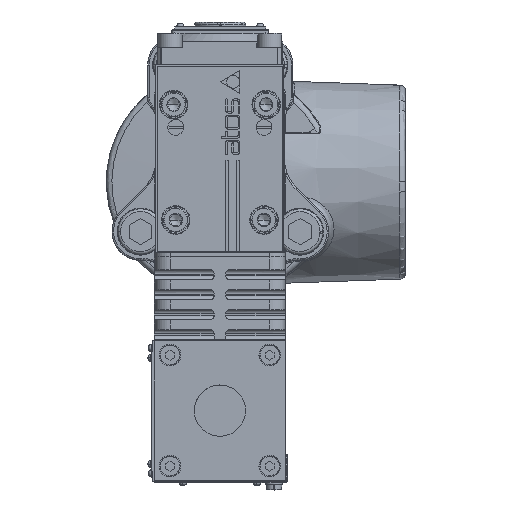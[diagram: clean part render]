
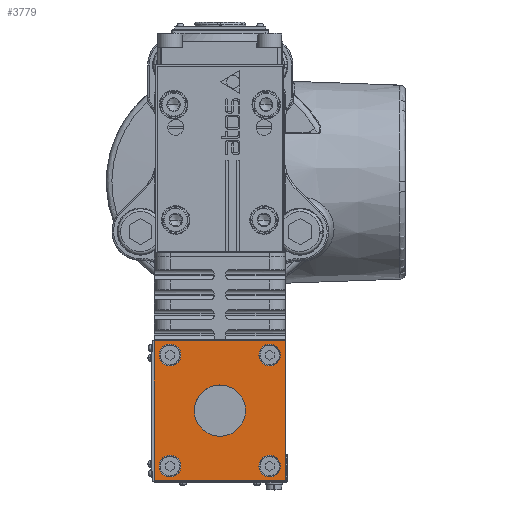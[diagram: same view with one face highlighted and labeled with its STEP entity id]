
A CAD part, top view. The second image highlights one B-rep face of the part: STEP entity #3779.
In plain terms, the highlighted planar face has unit normal (0, 0, 1).
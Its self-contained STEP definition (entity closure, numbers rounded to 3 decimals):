
#3779=ADVANCED_FACE('',(#14305,#14306,#14307,#14308,#14309,#14310),#14311,.T.);
#14305=FACE_OUTER_BOUND('',#62988,.T.);
#14306=FACE_BOUND('',#62989,.T.);
#14307=FACE_BOUND('',#62990,.T.);
#14308=FACE_BOUND('',#62991,.T.);
#14309=FACE_BOUND('',#62992,.T.);
#14310=FACE_BOUND('',#62993,.T.);
#14311=PLANE('',#62994);
#62988=EDGE_LOOP('',(#89084,#89085,#89086,#89087));
#62989=EDGE_LOOP('',(#89088,#89089,#89090,#89091));
#62990=EDGE_LOOP('',(#89092,#89093,#89094,#89095));
#62991=EDGE_LOOP('',(#89096,#89097,#89098,#89099));
#62992=EDGE_LOOP('',(#89100,#89101,#89102,#89103));
#62993=EDGE_LOOP('',(#89104,#89105,#89106,#89107));
#62994=AXIS2_PLACEMENT_3D('',#89108,#89109,#89110);
#89084=ORIENTED_EDGE('',*,*,#161098,.T.);
#89085=ORIENTED_EDGE('',*,*,#161099,.T.);
#89086=ORIENTED_EDGE('',*,*,#161100,.T.);
#89087=ORIENTED_EDGE('',*,*,#161101,.T.);
#89088=ORIENTED_EDGE('',*,*,#161102,.T.);
#89089=ORIENTED_EDGE('',*,*,#160976,.T.);
#89090=ORIENTED_EDGE('',*,*,#161072,.T.);
#89091=ORIENTED_EDGE('',*,*,#161103,.T.);
#89092=ORIENTED_EDGE('',*,*,#161064,.T.);
#89093=ORIENTED_EDGE('',*,*,#161104,.T.);
#89094=ORIENTED_EDGE('',*,*,#161105,.T.);
#89095=ORIENTED_EDGE('',*,*,#160933,.T.);
#89096=ORIENTED_EDGE('',*,*,#161106,.T.);
#89097=ORIENTED_EDGE('',*,*,#160953,.T.);
#89098=ORIENTED_EDGE('',*,*,#161058,.T.);
#89099=ORIENTED_EDGE('',*,*,#161107,.T.);
#89100=ORIENTED_EDGE('',*,*,#161108,.T.);
#89101=ORIENTED_EDGE('',*,*,#160957,.T.);
#89102=ORIENTED_EDGE('',*,*,#161052,.T.);
#89103=ORIENTED_EDGE('',*,*,#161109,.T.);
#89104=ORIENTED_EDGE('',*,*,#161110,.T.);
#89105=ORIENTED_EDGE('',*,*,#161035,.T.);
#89106=ORIENTED_EDGE('',*,*,#160935,.T.);
#89107=ORIENTED_EDGE('',*,*,#161111,.T.);
#89108=CARTESIAN_POINT('',(65.3,-34.975,202.95));
#89109=DIRECTION('',(0.0,-0.0,1.0));
#89110=DIRECTION('',(1.0,0.0,-0.0));
#160933=EDGE_CURVE('',#188298,#188302,#188304,.T.);
#160935=EDGE_CURVE('',#188308,#188305,#188309,.T.);
#160953=EDGE_CURVE('',#188337,#188341,#188343,.T.);
#160957=EDGE_CURVE('',#188345,#188349,#188351,.T.);
#160976=EDGE_CURVE('',#188383,#188387,#188389,.T.);
#161035=EDGE_CURVE('',#188493,#188308,#188496,.T.);
#161052=EDGE_CURVE('',#188349,#188521,#188524,.T.);
#161058=EDGE_CURVE('',#188341,#188531,#188534,.T.);
#161064=EDGE_CURVE('',#188302,#188541,#188544,.T.);
#161072=EDGE_CURVE('',#188387,#188554,#188557,.T.);
#161098=EDGE_CURVE('',#188597,#188598,#188599,.T.);
#161099=EDGE_CURVE('',#188598,#188600,#188601,.T.);
#161100=EDGE_CURVE('',#188600,#188602,#188603,.T.);
#161101=EDGE_CURVE('',#188602,#188597,#188604,.T.);
#161102=EDGE_CURVE('',#188605,#188383,#188606,.T.);
#161103=EDGE_CURVE('',#188554,#188605,#188607,.T.);
#161104=EDGE_CURVE('',#188541,#188608,#188609,.T.);
#161105=EDGE_CURVE('',#188608,#188298,#188610,.T.);
#161106=EDGE_CURVE('',#188611,#188337,#188612,.T.);
#161107=EDGE_CURVE('',#188531,#188611,#188613,.T.);
#161108=EDGE_CURVE('',#188614,#188345,#188615,.T.);
#161109=EDGE_CURVE('',#188521,#188614,#188616,.T.);
#161110=EDGE_CURVE('',#188617,#188493,#188618,.T.);
#161111=EDGE_CURVE('',#188305,#188617,#188619,.T.);
#188298=VERTEX_POINT('',#241957);
#188302=VERTEX_POINT('',#241962);
#188304=CIRCLE('',#241965,3.8);
#188305=VERTEX_POINT('',#241966);
#188308=VERTEX_POINT('',#241970);
#188309=CIRCLE('',#241971,9.);
#188337=VERTEX_POINT('',#242153);
#188341=VERTEX_POINT('',#242158);
#188343=CIRCLE('',#242161,3.8);
#188345=VERTEX_POINT('',#242163);
#188349=VERTEX_POINT('',#242168);
#188351=CIRCLE('',#242171,3.8);
#188383=VERTEX_POINT('',#242359);
#188387=VERTEX_POINT('',#242364);
#188389=CIRCLE('',#242367,3.8);
#188493=VERTEX_POINT('',#242782);
#188496=CIRCLE('',#242786,9.);
#188521=VERTEX_POINT('',#242987);
#188524=CIRCLE('',#242991,3.8);
#188531=VERTEX_POINT('',#242999);
#188534=CIRCLE('',#243003,3.8);
#188541=VERTEX_POINT('',#243011);
#188544=CIRCLE('',#243015,3.8);
#188554=VERTEX_POINT('',#243201);
#188557=CIRCLE('',#243205,3.8);
#188597=VERTEX_POINT('',#243250);
#188598=VERTEX_POINT('',#243251);
#188599=LINE('',#243252,#243253);
#188600=VERTEX_POINT('',#243254);
#188601=LINE('',#243255,#243256);
#188602=VERTEX_POINT('',#243257);
#188603=LINE('',#243258,#243259);
#188604=LINE('',#243260,#243261);
#188605=VERTEX_POINT('',#243262);
#188606=CIRCLE('',#243263,3.8);
#188607=CIRCLE('',#243264,3.8);
#188608=VERTEX_POINT('',#243265);
#188609=CIRCLE('',#243266,3.8);
#188610=CIRCLE('',#243267,3.8);
#188611=VERTEX_POINT('',#243268);
#188612=CIRCLE('',#243269,3.8);
#188613=CIRCLE('',#243270,3.8);
#188614=VERTEX_POINT('',#243271);
#188615=CIRCLE('',#243272,3.8);
#188616=CIRCLE('',#243273,3.8);
#188617=VERTEX_POINT('',#243274);
#188618=CIRCLE('',#243275,9.);
#188619=CIRCLE('',#243276,9.);
#241957=CARTESIAN_POINT('',(27.444,10.031,202.95));
#241962=CARTESIAN_POINT('',(19.85,10.25,202.95));
#241965=AXIS2_PLACEMENT_3D('',#317769,#317770,#317771);
#241966=CARTESIAN_POINT('',(50.135,-8.732,202.95));
#241970=CARTESIAN_POINT('',(32.15,-9.25,202.95));
#241971=AXIS2_PLACEMENT_3D('',#317773,#317774,#317775);
#242153=CARTESIAN_POINT('',(62.444,10.031,202.95));
#242158=CARTESIAN_POINT('',(54.85,10.25,202.95));
#242161=AXIS2_PLACEMENT_3D('',#317806,#317807,#317808);
#242163=CARTESIAN_POINT('',(62.444,-28.969,202.95));
#242168=CARTESIAN_POINT('',(54.85,-28.75,202.95));
#242171=AXIS2_PLACEMENT_3D('',#317814,#317815,#317816);
#242359=CARTESIAN_POINT('',(27.444,-28.969,202.95));
#242364=CARTESIAN_POINT('',(19.85,-28.75,202.95));
#242367=AXIS2_PLACEMENT_3D('',#317846,#317847,#317848);
#242782=CARTESIAN_POINT('',(50.14,-9.666,202.95));
#242786=AXIS2_PLACEMENT_3D('',#317969,#317970,#317971);
#242987=CARTESIAN_POINT('',(62.446,-28.574,202.95));
#242991=AXIS2_PLACEMENT_3D('',#318002,#318003,#318004);
#242999=CARTESIAN_POINT('',(62.446,10.426,202.95));
#243003=AXIS2_PLACEMENT_3D('',#318016,#318017,#318018);
#243011=CARTESIAN_POINT('',(27.446,10.426,202.95));
#243015=AXIS2_PLACEMENT_3D('',#318030,#318031,#318032);
#243201=CARTESIAN_POINT('',(27.446,-28.574,202.95));
#243205=AXIS2_PLACEMENT_3D('',#318044,#318045,#318046);
#243250=CARTESIAN_POINT('',(64.15,-33.75,202.95));
#243251=CARTESIAN_POINT('',(64.15,15.25,202.95));
#243252=CARTESIAN_POINT('',(64.15,-33.75,202.95));
#243253=VECTOR('',#318112,1.0);
#243254=CARTESIAN_POINT('',(18.15,15.25,202.95));
#243255=CARTESIAN_POINT('',(64.15,15.25,202.95));
#243256=VECTOR('',#318113,1.0);
#243257=CARTESIAN_POINT('',(18.15,-33.75,202.95));
#243258=CARTESIAN_POINT('',(18.15,15.25,202.95));
#243259=VECTOR('',#318114,1.0);
#243260=CARTESIAN_POINT('',(18.15,-33.75,202.95));
#243261=VECTOR('',#318115,1.0);
#243262=CARTESIAN_POINT('',(27.45,-28.75,202.95));
#243263=AXIS2_PLACEMENT_3D('',#318116,#318117,#318118);
#243264=AXIS2_PLACEMENT_3D('',#318119,#318120,#318121);
#243265=CARTESIAN_POINT('',(27.45,10.25,202.95));
#243266=AXIS2_PLACEMENT_3D('',#318122,#318123,#318124);
#243267=AXIS2_PLACEMENT_3D('',#318125,#318126,#318127);
#243268=CARTESIAN_POINT('',(62.45,10.25,202.95));
#243269=AXIS2_PLACEMENT_3D('',#318128,#318129,#318130);
#243270=AXIS2_PLACEMENT_3D('',#318131,#318132,#318133);
#243271=CARTESIAN_POINT('',(62.45,-28.75,202.95));
#243272=AXIS2_PLACEMENT_3D('',#318134,#318135,#318136);
#243273=AXIS2_PLACEMENT_3D('',#318137,#318138,#318139);
#243274=CARTESIAN_POINT('',(50.15,-9.25,202.95));
#243275=AXIS2_PLACEMENT_3D('',#318140,#318141,#318142);
#243276=AXIS2_PLACEMENT_3D('',#318143,#318144,#318145);
#317769=CARTESIAN_POINT('',(23.65,10.25,202.95));
#317770=DIRECTION('',(0.0,0.,-1.0));
#317771=DIRECTION('',(1.0,0.0,0.0));
#317773=CARTESIAN_POINT('',(41.15,-9.25,202.95));
#317774=DIRECTION('',(0.0,0.,-1.0));
#317775=DIRECTION('',(-1.0,0.0,0.0));
#317806=CARTESIAN_POINT('',(58.65,10.25,202.95));
#317807=DIRECTION('',(0.0,0.,-1.0));
#317808=DIRECTION('',(1.0,0.0,0.0));
#317814=CARTESIAN_POINT('',(58.65,-28.75,202.95));
#317815=DIRECTION('',(0.0,0.,-1.0));
#317816=DIRECTION('',(1.0,0.0,0.0));
#317846=CARTESIAN_POINT('',(23.65,-28.75,202.95));
#317847=DIRECTION('',(0.0,0.,-1.0));
#317848=DIRECTION('',(1.0,0.0,0.0));
#317969=CARTESIAN_POINT('',(41.15,-9.25,202.95));
#317970=DIRECTION('',(0.,0.,-1.0));
#317971=DIRECTION('',(1.0,0.,0.));
#318002=CARTESIAN_POINT('',(58.65,-28.75,202.95));
#318003=DIRECTION('',(0.0,0.,-1.0));
#318004=DIRECTION('',(-1.0,0.0,0.0));
#318016=CARTESIAN_POINT('',(58.65,10.25,202.95));
#318017=DIRECTION('',(0.0,0.,-1.0));
#318018=DIRECTION('',(-1.0,0.0,0.0));
#318030=CARTESIAN_POINT('',(23.65,10.25,202.95));
#318031=DIRECTION('',(0.0,0.,-1.0));
#318032=DIRECTION('',(-1.0,0.0,0.0));
#318044=CARTESIAN_POINT('',(23.65,-28.75,202.95));
#318045=DIRECTION('',(0.0,0.,-1.0));
#318046=DIRECTION('',(-1.0,0.0,0.0));
#318112=DIRECTION('',(0.,1.0,0.));
#318113=DIRECTION('',(-1.0,0.,0.));
#318114=DIRECTION('',(0.,-1.0,0.));
#318115=DIRECTION('',(1.0,0.,0.));
#318116=CARTESIAN_POINT('',(23.65,-28.75,202.95));
#318117=DIRECTION('',(0.0,0.,-1.0));
#318118=DIRECTION('',(1.0,0.0,0.0));
#318119=CARTESIAN_POINT('',(23.65,-28.75,202.95));
#318120=DIRECTION('',(0.0,0.,-1.0));
#318121=DIRECTION('',(-1.0,0.0,0.0));
#318122=CARTESIAN_POINT('',(23.65,10.25,202.95));
#318123=DIRECTION('',(0.0,0.,-1.0));
#318124=DIRECTION('',(-1.0,0.0,0.0));
#318125=CARTESIAN_POINT('',(23.65,10.25,202.95));
#318126=DIRECTION('',(0.0,0.,-1.0));
#318127=DIRECTION('',(1.0,0.0,0.0));
#318128=CARTESIAN_POINT('',(58.65,10.25,202.95));
#318129=DIRECTION('',(0.0,0.,-1.0));
#318130=DIRECTION('',(1.0,0.0,0.0));
#318131=CARTESIAN_POINT('',(58.65,10.25,202.95));
#318132=DIRECTION('',(0.0,0.,-1.0));
#318133=DIRECTION('',(-1.0,0.0,0.0));
#318134=CARTESIAN_POINT('',(58.65,-28.75,202.95));
#318135=DIRECTION('',(0.0,0.,-1.0));
#318136=DIRECTION('',(1.0,0.0,0.0));
#318137=CARTESIAN_POINT('',(58.65,-28.75,202.95));
#318138=DIRECTION('',(0.0,0.,-1.0));
#318139=DIRECTION('',(-1.0,0.0,0.0));
#318140=CARTESIAN_POINT('',(41.15,-9.25,202.95));
#318141=DIRECTION('',(0.,0.,-1.0));
#318142=DIRECTION('',(1.0,0.,0.));
#318143=CARTESIAN_POINT('',(41.15,-9.25,202.95));
#318144=DIRECTION('',(0.0,0.,-1.0));
#318145=DIRECTION('',(-1.0,0.0,0.0));
